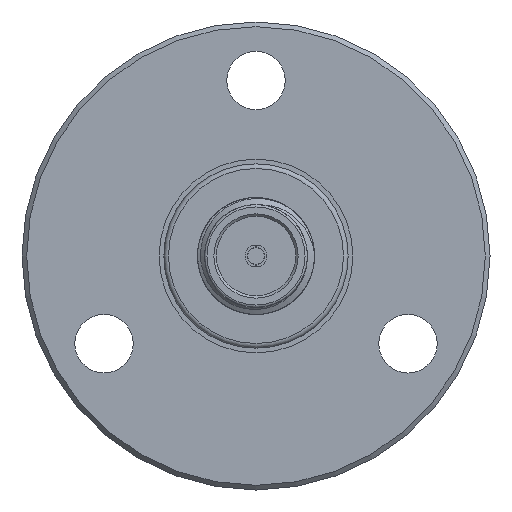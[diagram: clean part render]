
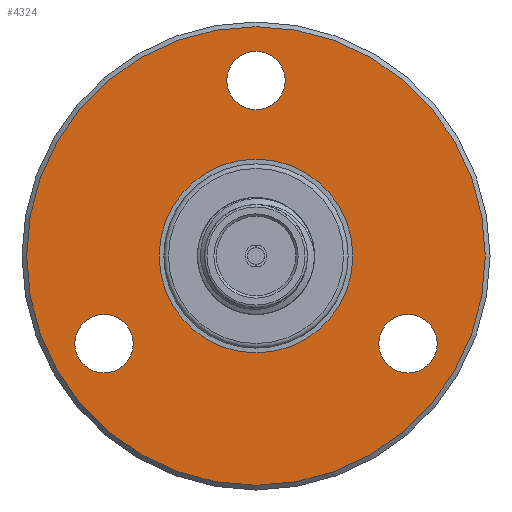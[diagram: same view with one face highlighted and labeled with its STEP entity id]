
A CAD part, left-side view. The second image highlights one B-rep face of the part: STEP entity #4324.
In plain terms, the highlighted planar face has unit normal (-1, 0, 0).
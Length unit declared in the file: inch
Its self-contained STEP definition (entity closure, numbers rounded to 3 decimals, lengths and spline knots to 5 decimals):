
#10 = VERTEX_POINT ( 'NONE', #3597 ) ;
#288 = DIRECTION ( 'NONE',  ( 1., 0., 0. ) ) ;
#386 = CARTESIAN_POINT ( 'NONE',  ( 0.26772, 0., 0. ) ) ;
#442 = EDGE_LOOP ( 'NONE', ( #2568 ) ) ;
#554 = ORIENTED_EDGE ( 'NONE', *, *, #4214, .F. ) ;
#573 = EDGE_LOOP ( 'NONE', ( #3684 ) ) ;
#689 = FACE_BOUND ( 'NONE', #573, .T. ) ;
#703 = CARTESIAN_POINT ( 'NONE',  ( 0.26772, 0., 0.20692 ) ) ;
#731 = VERTEX_POINT ( 'NONE', #1109 ) ;
#750 = AXIS2_PLACEMENT_3D ( 'NONE', #3321, #4013, #1813 ) ;
#995 = EDGE_LOOP ( 'NONE', ( #1168 ) ) ;
#1059 = VERTEX_POINT ( 'NONE', #2506 ) ;
#1106 = CIRCLE ( 'NONE', #2670, 0.0625 ) ;
#1109 = CARTESIAN_POINT ( 'NONE',  ( 0.26772, 0., 0.3125 ) ) ;
#1168 = ORIENTED_EDGE ( 'NONE', *, *, #2892, .T. ) ;
#1325 = DIRECTION ( 'NONE',  ( 0., 0., -1. ) ) ;
#1344 = CIRCLE ( 'NONE', #750, 0.0625 ) ;
#1520 = CIRCLE ( 'NONE', #1669, 0.0625 ) ;
#1552 = EDGE_CURVE ( 'NONE', #731, #731, #1106, .T. ) ;
#1668 = AXIS2_PLACEMENT_3D ( 'NONE', #386, #1820, #3253 ) ;
#1669 = AXIS2_PLACEMENT_3D ( 'NONE', #3637, #2438, #3876 ) ;
#1734 = EDGE_LOOP ( 'NONE', ( #2871 ) ) ;
#1749 = FACE_BOUND ( 'NONE', #1734, .T. ) ;
#1786 = VERTEX_POINT ( 'NONE', #703 ) ;
#1813 = DIRECTION ( 'NONE',  ( 0., 0., -1. ) ) ;
#1820 = DIRECTION ( 'NONE',  ( -1., 0., 0. ) ) ;
#1963 = CIRCLE ( 'NONE', #1668, 0.49 ) ;
#1979 = CIRCLE ( 'NONE', #4561, 0.20692 ) ;
#2118 = PLANE ( 'NONE',  #2257 ) ;
#2257 = AXIS2_PLACEMENT_3D ( 'NONE', #2841, #288, #1325 ) ;
#2438 = DIRECTION ( 'NONE',  ( 1., 0., 0. ) ) ;
#2448 = DIRECTION ( 'NONE',  ( 1., 0., 0. ) ) ;
#2450 = FACE_OUTER_BOUND ( 'NONE', #995, .T. ) ;
#2506 = CARTESIAN_POINT ( 'NONE',  ( 0.26772, 0., -0.49 ) ) ;
#2568 = ORIENTED_EDGE ( 'NONE', *, *, #4448, .T. ) ;
#2670 = AXIS2_PLACEMENT_3D ( 'NONE', #3909, #2448, #4319 ) ;
#2841 = CARTESIAN_POINT ( 'NONE',  ( 0.26772, 0.20692, 0. ) ) ;
#2871 = ORIENTED_EDGE ( 'NONE', *, *, #3007, .T. ) ;
#2892 = EDGE_CURVE ( 'NONE', #1059, #1059, #1963, .T. ) ;
#2904 = CARTESIAN_POINT ( 'NONE',  ( 0.26772, 0.32476, -0.25 ) ) ;
#3007 = EDGE_CURVE ( 'NONE', #4007, #4007, #1520, .T. ) ;
#3145 = FACE_BOUND ( 'NONE', #442, .T. ) ;
#3253 = DIRECTION ( 'NONE',  ( 0., 0., -1. ) ) ;
#3321 = CARTESIAN_POINT ( 'NONE',  ( 0.26772, -0.32476, -0.1875 ) ) ;
#3513 = FACE_BOUND ( 'NONE', #3806, .T. ) ;
#3597 = CARTESIAN_POINT ( 'NONE',  ( 0.26772, -0.32476, -0.25 ) ) ;
#3637 = CARTESIAN_POINT ( 'NONE',  ( 0.26772, 0.32476, -0.1875 ) ) ;
#3684 = ORIENTED_EDGE ( 'NONE', *, *, #1552, .T. ) ;
#3806 = EDGE_LOOP ( 'NONE', ( #554 ) ) ;
#3876 = DIRECTION ( 'NONE',  ( 0., 0., -1. ) ) ;
#3909 = CARTESIAN_POINT ( 'NONE',  ( 0.26772, 0., 0.375 ) ) ;
#3932 = DIRECTION ( 'NONE',  ( 0., 0., 1. ) ) ;
#4007 = VERTEX_POINT ( 'NONE', #2904 ) ;
#4013 = DIRECTION ( 'NONE',  ( 1., 0., 0. ) ) ;
#4214 = EDGE_CURVE ( 'NONE', #1786, #1786, #1979, .T. ) ;
#4299 = DIRECTION ( 'NONE',  ( -1., 0., 0. ) ) ;
#4319 = DIRECTION ( 'NONE',  ( 0., 0., -1. ) ) ;
#4324 = ADVANCED_FACE ( 'NONE', ( #3145, #1749, #689, #2450, #3513 ), #2118, .F. ) ;
#4448 = EDGE_CURVE ( 'NONE', #10, #10, #1344, .T. ) ;
#4561 = AXIS2_PLACEMENT_3D ( 'NONE', #4581, #4299, #3932 ) ;
#4581 = CARTESIAN_POINT ( 'NONE',  ( 0.26772, 0., 0. ) ) ;
